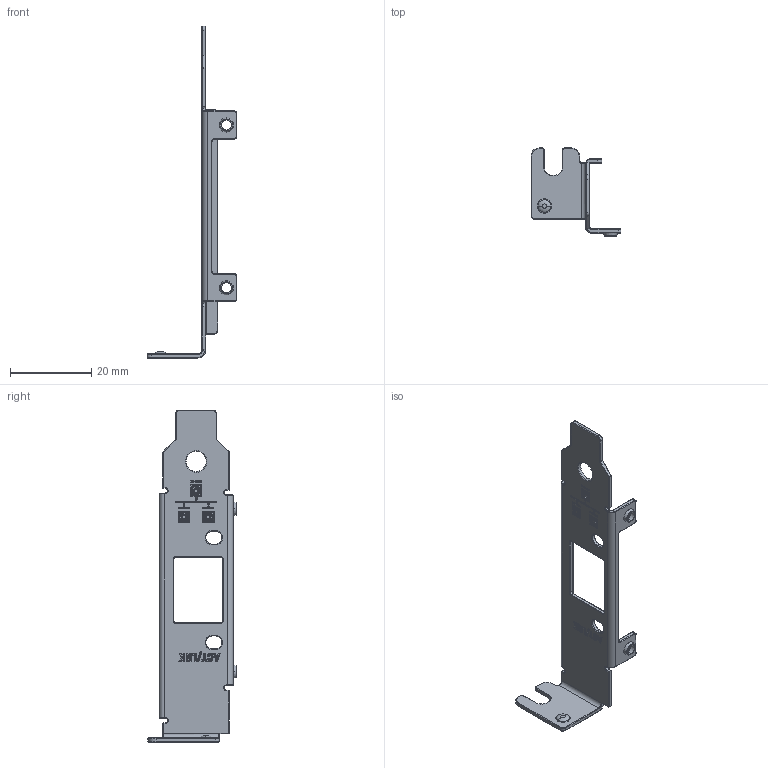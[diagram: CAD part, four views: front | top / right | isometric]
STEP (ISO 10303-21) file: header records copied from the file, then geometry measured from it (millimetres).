
FILE_DESCRIPTION (( 'STEP AP214' ), '1' );
FILE_NAME ('LAN Card Bracket ITX.STEP', '2023-03-12T09:26:12', ( '' ), ( '' ), 'SwSTEP 2.0', 'SolidWorks 2019', '' );
FILE_SCHEMA (( 'AUTOMOTIVE_DESIGN' ));
Length unit declared in the file: millimetre
Products named in the file (1): LAN Card Bracket ITX
Bounding box: 22.2 x 21.74 x 81.91 mm (x, y, z)
Volume: 1607.2 mm3; surface area: 3581 mm2
Topology: 1 solids, 1 shells, 467 faces, 1126 edges, 676 vertices
Faces by surface type: cylinder 270, torus 100, plane 73, bspline 12, sphere 8, cone 4
Entity records: 14270 total; most frequent: CARTESIAN_POINT 3621, DIRECTION 2273, ORIENTED_EDGE 2232, EDGE_CURVE 1116, AXIS2_PLACEMENT_3D 868, VERTEX_POINT 676, LINE 537, VECTOR 537
